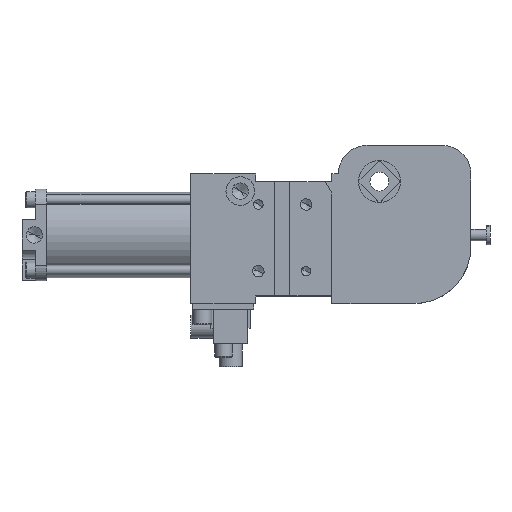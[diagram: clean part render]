
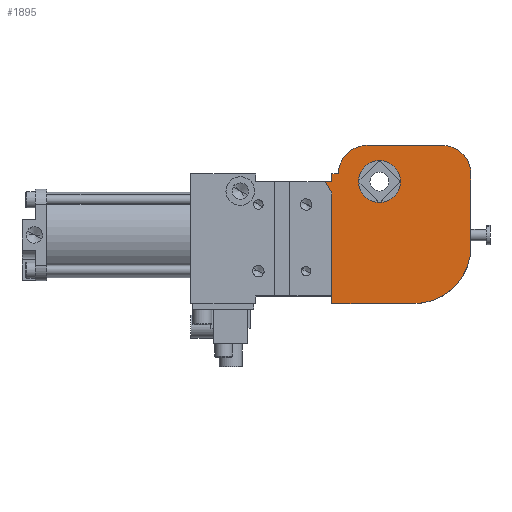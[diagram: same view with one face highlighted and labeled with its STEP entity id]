
A CAD part, top view. The second image highlights one B-rep face of the part: STEP entity #1895.
In plain terms, the highlighted planar face has unit normal (0, 0, 1).
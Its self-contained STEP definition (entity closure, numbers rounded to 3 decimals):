
#781=CARTESIAN_POINT('Vertex',(-28.464,0.,16.5)) ;
#784=CARTESIAN_POINT('Line Origine',(-26.732,0.,16.5)) ;
#788=CARTESIAN_POINT('Vertex',(-25.,0.,16.5)) ;
#974=CARTESIAN_POINT('Vertex',(-25.,-60.,16.5)) ;
#1777=CARTESIAN_POINT('Vertex',(-25.,-6.,16.5)) ;
#1780=CARTESIAN_POINT('Line Origine',(-26.732,-3.,16.5)) ;
#1792=CARTESIAN_POINT('Axis2P3D Location',(-25.,-64.,16.5)) ;
#1797=CARTESIAN_POINT('Line Origine',(-25.,-33.,16.5)) ;
#1802=CARTESIAN_POINT('Line Origine',(-25.,-62.,16.5)) ;
#1806=CARTESIAN_POINT('Vertex',(-25.,-64.,16.5)) ;
#1809=CARTESIAN_POINT('Line Origine',(-3.5,-64.,16.5)) ;
#1813=CARTESIAN_POINT('Vertex',(18.,-64.,16.5)) ;
#1816=CARTESIAN_POINT('Axis2P3D Location',(18.,-34.,16.5)) ;
#1820=CARTESIAN_POINT('Vertex',(48.,-34.,16.5)) ;
#1823=CARTESIAN_POINT('Line Origine',(48.,-15.,16.5)) ;
#1827=CARTESIAN_POINT('Vertex',(48.,4.,16.5)) ;
#1830=CARTESIAN_POINT('Axis2P3D Location',(33.,4.,16.5)) ;
#1834=CARTESIAN_POINT('Vertex',(33.,19.,16.5)) ;
#1837=CARTESIAN_POINT('Line Origine',(13.25,19.,16.5)) ;
#1841=CARTESIAN_POINT('Vertex',(-6.5,19.,16.5)) ;
#1844=CARTESIAN_POINT('Axis2P3D Location',(-6.5,4.,16.5)) ;
#1848=CARTESIAN_POINT('Vertex',(-21.5,4.,16.5)) ;
#1851=CARTESIAN_POINT('Line Origine',(-23.25,4.,16.5)) ;
#1855=CARTESIAN_POINT('Vertex',(-25.,4.,16.5)) ;
#1858=CARTESIAN_POINT('Line Origine',(-25.,2.,16.5)) ;
#1877=CARTESIAN_POINT('Axis2P3D Location',(0.,0.,16.5)) ;
#1881=CARTESIAN_POINT('Vertex',(-11.02,0.,16.5)) ;
#1883=CARTESIAN_POINT('Vertex',(11.02,0.,16.5)) ;
#1886=CARTESIAN_POINT('Axis2P3D Location',(0.,0.,16.5)) ;
#785=DIRECTION('Vector Direction',(-1.,0.,0.)) ;
#1781=DIRECTION('Vector Direction',(-0.5,0.866,0.)) ;
#1793=DIRECTION('Axis2P3D Direction',(0.,0.,1.)) ;
#1794=DIRECTION('Axis2P3D XDirection',(1.,0.,0.)) ;
#1798=DIRECTION('Vector Direction',(0.,1.,0.)) ;
#1803=DIRECTION('Vector Direction',(0.,1.,0.)) ;
#1810=DIRECTION('Vector Direction',(1.,0.,0.)) ;
#1817=DIRECTION('Axis2P3D Direction',(0.,0.,1.)) ;
#1824=DIRECTION('Vector Direction',(0.,1.,0.)) ;
#1831=DIRECTION('Axis2P3D Direction',(0.,0.,1.)) ;
#1838=DIRECTION('Vector Direction',(-1.,0.,0.)) ;
#1845=DIRECTION('Axis2P3D Direction',(0.,0.,1.)) ;
#1852=DIRECTION('Vector Direction',(1.,0.,0.)) ;
#1859=DIRECTION('Vector Direction',(0.,1.,0.)) ;
#1878=DIRECTION('Axis2P3D Direction',(0.,0.,1.)) ;
#1887=DIRECTION('Axis2P3D Direction',(0.,0.,1.)) ;
#1795=AXIS2_PLACEMENT_3D('Plane Axis2P3D',#1792,#1793,#1794) ;
#1818=AXIS2_PLACEMENT_3D('Circle Axis2P3D',#1816,#1817,$) ;
#1832=AXIS2_PLACEMENT_3D('Circle Axis2P3D',#1830,#1831,$) ;
#1846=AXIS2_PLACEMENT_3D('Circle Axis2P3D',#1844,#1845,$) ;
#1879=AXIS2_PLACEMENT_3D('Circle Axis2P3D',#1877,#1878,$) ;
#1888=AXIS2_PLACEMENT_3D('Circle Axis2P3D',#1886,#1887,$) ;
#1864=ORIENTED_EDGE('',*,*,#790,.T.) ;
#1865=ORIENTED_EDGE('',*,*,#1784,.F.) ;
#1866=ORIENTED_EDGE('',*,*,#1801,.F.) ;
#1867=ORIENTED_EDGE('',*,*,#1808,.F.) ;
#1868=ORIENTED_EDGE('',*,*,#1815,.T.) ;
#1869=ORIENTED_EDGE('',*,*,#1822,.T.) ;
#1870=ORIENTED_EDGE('',*,*,#1829,.T.) ;
#1871=ORIENTED_EDGE('',*,*,#1836,.T.) ;
#1872=ORIENTED_EDGE('',*,*,#1843,.T.) ;
#1873=ORIENTED_EDGE('',*,*,#1850,.T.) ;
#1874=ORIENTED_EDGE('',*,*,#1857,.F.) ;
#1875=ORIENTED_EDGE('',*,*,#1862,.F.) ;
#1892=ORIENTED_EDGE('',*,*,#1885,.F.) ;
#1893=ORIENTED_EDGE('',*,*,#1890,.F.) ;
#1894=FACE_BOUND('',#1891,.T.) ;
#786=VECTOR('Line Direction',#785,1.) ;
#1782=VECTOR('Line Direction',#1781,1.) ;
#1799=VECTOR('Line Direction',#1798,1.) ;
#1804=VECTOR('Line Direction',#1803,1.) ;
#1811=VECTOR('Line Direction',#1810,1.) ;
#1825=VECTOR('Line Direction',#1824,1.) ;
#1839=VECTOR('Line Direction',#1838,1.) ;
#1853=VECTOR('Line Direction',#1852,1.) ;
#1860=VECTOR('Line Direction',#1859,1.) ;
#1895=ADVANCED_FACE('V_V2_40_LW_A00_T12_TUENKERS',(#1876,#1894),#1796,.T.) ;
#1819=CIRCLE('generated circle',#1818,30.) ;
#1833=CIRCLE('generated circle',#1832,15.) ;
#1847=CIRCLE('generated circle',#1846,15.) ;
#1880=CIRCLE('generated circle',#1879,11.02) ;
#1889=CIRCLE('generated circle',#1888,11.02) ;
#790=EDGE_CURVE('',#789,#782,#787,.T.) ;
#1784=EDGE_CURVE('',#1778,#782,#1783,.T.) ;
#1801=EDGE_CURVE('',#975,#1778,#1800,.T.) ;
#1808=EDGE_CURVE('',#1807,#975,#1805,.T.) ;
#1815=EDGE_CURVE('',#1807,#1814,#1812,.T.) ;
#1822=EDGE_CURVE('',#1814,#1821,#1819,.T.) ;
#1829=EDGE_CURVE('',#1821,#1828,#1826,.T.) ;
#1836=EDGE_CURVE('',#1828,#1835,#1833,.T.) ;
#1843=EDGE_CURVE('',#1835,#1842,#1840,.T.) ;
#1850=EDGE_CURVE('',#1842,#1849,#1847,.T.) ;
#1857=EDGE_CURVE('',#1856,#1849,#1854,.T.) ;
#1862=EDGE_CURVE('',#789,#1856,#1861,.T.) ;
#1885=EDGE_CURVE('',#1882,#1884,#1880,.T.) ;
#1890=EDGE_CURVE('',#1884,#1882,#1889,.T.) ;
#1863=EDGE_LOOP('',(#1864,#1865,#1866,#1867,#1868,#1869,#1870,#1871,#1872,#1873,#1874,#1875)) ;
#1891=EDGE_LOOP('',(#1892,#1893)) ;
#1876=FACE_OUTER_BOUND('',#1863,.T.) ;
#787=LINE('Line',#784,#786) ;
#1783=LINE('Line',#1780,#1782) ;
#1800=LINE('Line',#1797,#1799) ;
#1805=LINE('Line',#1802,#1804) ;
#1812=LINE('Line',#1809,#1811) ;
#1826=LINE('Line',#1823,#1825) ;
#1840=LINE('Line',#1837,#1839) ;
#1854=LINE('Line',#1851,#1853) ;
#1861=LINE('Line',#1858,#1860) ;
#1796=PLANE('Plane',#1795) ;
#782=VERTEX_POINT('',#781) ;
#789=VERTEX_POINT('',#788) ;
#975=VERTEX_POINT('',#974) ;
#1778=VERTEX_POINT('',#1777) ;
#1807=VERTEX_POINT('',#1806) ;
#1814=VERTEX_POINT('',#1813) ;
#1821=VERTEX_POINT('',#1820) ;
#1828=VERTEX_POINT('',#1827) ;
#1835=VERTEX_POINT('',#1834) ;
#1842=VERTEX_POINT('',#1841) ;
#1849=VERTEX_POINT('',#1848) ;
#1856=VERTEX_POINT('',#1855) ;
#1882=VERTEX_POINT('',#1881) ;
#1884=VERTEX_POINT('',#1883) ;
